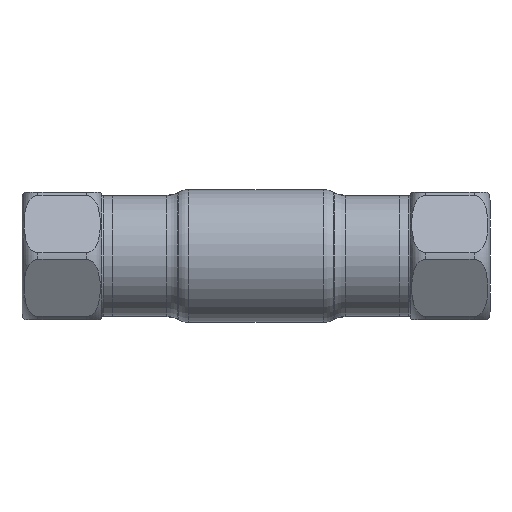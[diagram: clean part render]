
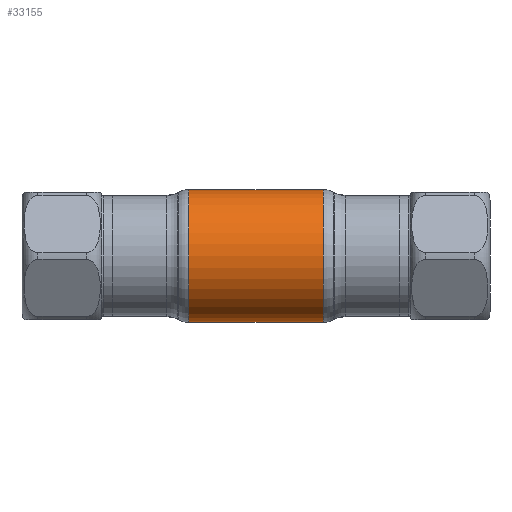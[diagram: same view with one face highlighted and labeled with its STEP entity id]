
A CAD part, front view. The second image highlights one B-rep face of the part: STEP entity #33155.
In plain terms, the highlighted cylindrical face has radius 12.5 mm (diameter 25 mm), a partial arc.
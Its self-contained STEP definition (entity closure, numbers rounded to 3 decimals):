
#344 = CIRCLE ( 'NONE', #9639, 12.5 ) ;
#945 = AXIS2_PLACEMENT_3D ( 'NONE', #25017, #17109, #38801 ) ;
#1704 = AXIS2_PLACEMENT_3D ( 'NONE', #26034, #11423, #7030 ) ;
#5107 = CARTESIAN_POINT ( 'NONE',  ( -12.606, 0., 0. ) ) ;
#6387 = CARTESIAN_POINT ( 'NONE',  ( -12.606, 0., 12.5 ) ) ;
#6846 = ORIENTED_EDGE ( 'NONE', *, *, #35971, .T. ) ;
#7030 = DIRECTION ( 'NONE',  ( 0., 0., 1. ) ) ;
#9639 = AXIS2_PLACEMENT_3D ( 'NONE', #5107, #28446, #54850 ) ;
#11423 = DIRECTION ( 'NONE',  ( -1., 0., 0. ) ) ;
#12269 = CARTESIAN_POINT ( 'NONE',  ( -12.606, 0., -12.5 ) ) ;
#14026 = CARTESIAN_POINT ( 'NONE',  ( 12.606, 0., -12.5 ) ) ;
#17109 = DIRECTION ( 'NONE',  ( -1., 0., 0. ) ) ;
#18396 = CARTESIAN_POINT ( 'NONE',  ( 12.606, 0., 12.5 ) ) ;
#20841 = ORIENTED_EDGE ( 'NONE', *, *, #51668, .F. ) ;
#21355 = CARTESIAN_POINT ( 'NONE',  ( -62.69, 0., -12.5 ) ) ;
#23244 = CIRCLE ( 'NONE', #945, 12.5 ) ;
#24297 = ORIENTED_EDGE ( 'NONE', *, *, #24356, .T. ) ;
#24356 = EDGE_CURVE ( 'NONE', #49857, #47224, #47693, .T. ) ;
#25017 = CARTESIAN_POINT ( 'NONE',  ( 12.606, 0., 0. ) ) ;
#26034 = CARTESIAN_POINT ( 'NONE',  ( -62.69, 0., 0. ) ) ;
#26058 = VERTEX_POINT ( 'NONE', #12269 ) ;
#28446 = DIRECTION ( 'NONE',  ( -1., 0., 0. ) ) ;
#29506 = EDGE_LOOP ( 'NONE', ( #52821, #6846, #24297, #20841 ) ) ;
#30837 = VECTOR ( 'NONE', #37251, 1000. ) ;
#31078 = VECTOR ( 'NONE', #34190, 1000. ) ;
#33155 = ADVANCED_FACE ( 'NONE', ( #52155 ), #51596, .T. ) ;
#34190 = DIRECTION ( 'NONE',  ( -1., 0., 0. ) ) ;
#35971 = EDGE_CURVE ( 'NONE', #40592, #49857, #23244, .T. ) ;
#37251 = DIRECTION ( 'NONE',  ( -1., 0., 0. ) ) ;
#38801 = DIRECTION ( 'NONE',  ( 0., 0., 1. ) ) ;
#40592 = VERTEX_POINT ( 'NONE', #14026 ) ;
#43558 = CARTESIAN_POINT ( 'NONE',  ( -62.69, 0., 12.5 ) ) ;
#44704 = EDGE_CURVE ( 'NONE', #40592, #26058, #46079, .T. ) ;
#46079 = LINE ( 'NONE', #21355, #30837 ) ;
#47224 = VERTEX_POINT ( 'NONE', #6387 ) ;
#47693 = LINE ( 'NONE', #43558, #31078 ) ;
#49857 = VERTEX_POINT ( 'NONE', #18396 ) ;
#51596 = CYLINDRICAL_SURFACE ( 'NONE', #1704, 12.5 ) ;
#51668 = EDGE_CURVE ( 'NONE', #26058, #47224, #344, .T. ) ;
#52155 = FACE_OUTER_BOUND ( 'NONE', #29506, .T. ) ;
#52821 = ORIENTED_EDGE ( 'NONE', *, *, #44704, .F. ) ;
#54850 = DIRECTION ( 'NONE',  ( 0., 0., 1. ) ) ;
